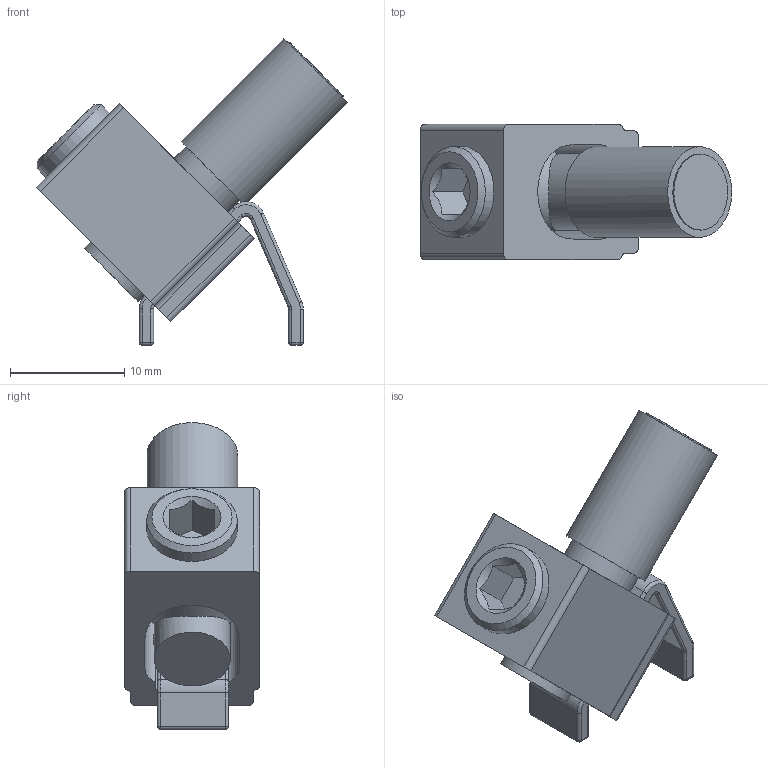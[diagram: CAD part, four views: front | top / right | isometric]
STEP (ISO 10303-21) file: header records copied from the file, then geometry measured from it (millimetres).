
FILE_DESCRIPTION(/* description */ (''),/* implementation_level */ '2;1');
FILE_NAME(/* name */ 'B2C-PCB-45-HEX (SALES).stp',/* time_stamp */ '2014-02-24T11:00:37-05:00',/* author */ ('tsmith'),/* organization */ (''),/* preprocessor_version */ 'ST-DEVELOPER v15.2',/* originating_system */ 'Autodesk Inventor 2014',/* authorisation */ '');
FILE_SCHEMA (('AUTOMOTIVE_DESIGN { 1 0 10303 214 3 1 1 }'));
Length unit declared in the file: inch
Products named in the file (1): Part9
Bounding box: 27.25 x 11.81 x 26.81 mm (x, y, z)
Volume: 2665.7 mm3; surface area: 2157.6 mm2
Topology: 1 solids, 1 shells, 119 faces, 290 edges, 168 vertices
Faces by surface type: cylinder 48, plane 43, torus 12, sphere 10, cone 6
Full cylindrical faces by diameter (mm): 6.655 x2, 7.925 x3
Entity records: 3519 total; most frequent: CARTESIAN_POINT 720, DIRECTION 603, ORIENTED_EDGE 544, EDGE_CURVE 271, AXIS2_PLACEMENT_3D 232, VERTEX_POINT 164, LINE 139, VECTOR 139
